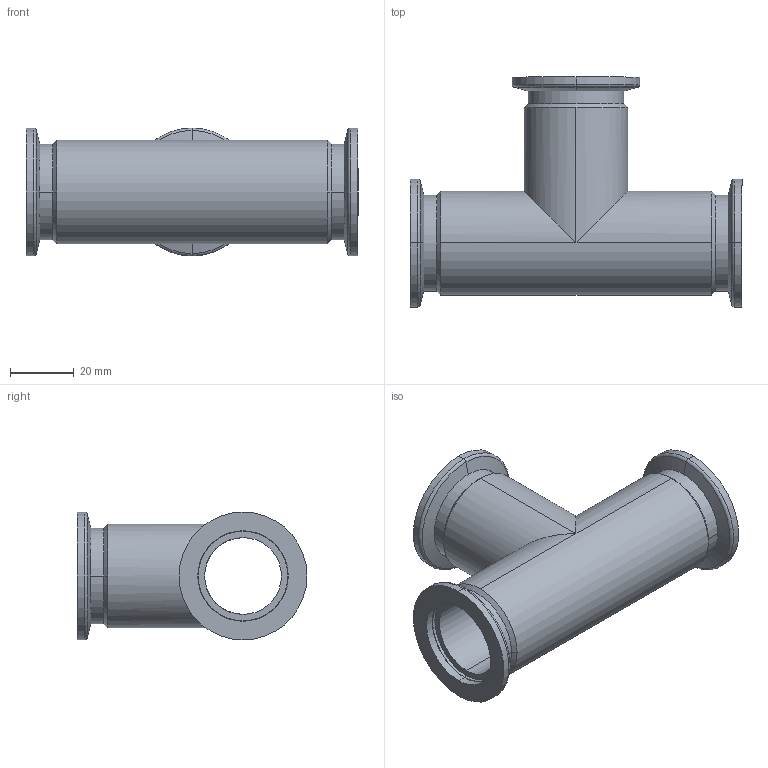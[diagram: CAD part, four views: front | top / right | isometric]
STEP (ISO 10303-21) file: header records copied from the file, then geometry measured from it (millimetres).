
FILE_DESCRIPTION (( 'STEP AP214' ), '1' );
FILE_NAME ('Hositrad_KT25-25 Alu.STEP', '2017-05-30T13:28:22', ( 'Gebruiker' ), ( '' ), 'SwSTEP 2.0', 'SolidWorks 2017', '' );
FILE_SCHEMA (( 'AUTOMOTIVE_DESIGN' ));
Length unit declared in the file: millimetre
Products named in the file (3): KF25-WS_KF25-30Ws; Hositrad_KT25-25 Alu; KF-Equal-Tee-Tube-All_KT25-25 Alu
Assembly tree (4 placements, depth 2):
  Hositrad_KT25-25 Alu
    KF-Equal-Tee-Tube-All_KT25-25 Alu
    KF25-WS_KF25-30Ws  x3
Bounding box: 103.8 x 71.9 x 40 mm (x, y, z)
Volume: 52685.2 mm3; surface area: 29400.6 mm2
Topology: 4 solids, 4 shells, 70 faces, 148 edges, 88 vertices
Faces by surface type: cylinder 40, cone 12, plane 12, torus 6
Entity records: 1240 total; most frequent: DIRECTION 228, CARTESIAN_POINT 199, ORIENTED_EDGE 176, AXIS2_PLACEMENT_3D 97, EDGE_CURVE 88, VERTEX_POINT 52, CIRCLE 50, EDGE_LOOP 46
